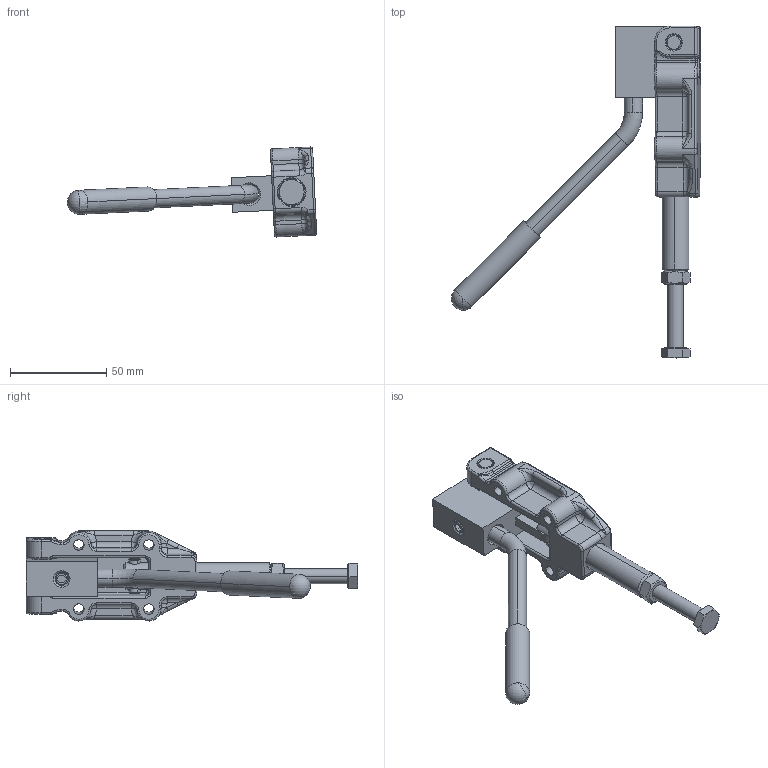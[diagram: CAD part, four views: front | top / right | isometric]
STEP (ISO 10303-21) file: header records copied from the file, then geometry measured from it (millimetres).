
FILE_DESCRIPTION((''),'2;1');
FILE_NAME('CP95-90.stp','2009-10-27T15:38:06',('David'),(''),'Autodesk Inventor 8','Autodesk Inventor 8','');
FILE_SCHEMA(('AUTOMOTIVE_DESIGN { 1 0 10303 214 1 1 1 1 }'));
Length unit declared in the file: millimetre
Products named in the file (8): CP95-90; CP95-90 BODY; CP95-90 HANDLE BLOCK ASSEMBLY; CP95-90 LINK; CP95-90 PLUNGER ASSEMBLY; CP95-90 HANDLE; ISO 4032 - M8; ISO 4017  (Regular Thread) M8 x 65
Assembly tree (7 placements, depth 2):
  CP95-90
    CP95-90 BODY
    CP95-90 HANDLE BLOCK ASSEMBLY
    CP95-90 LINK
    CP95-90 PLUNGER ASSEMBLY
    CP95-90 HANDLE
    ISO 4032 - M8
    ISO 4017  (Regular Thread) M8 x 65
Bounding box: 129.82 x 172.84 x 46.9 mm (x, y, z)
Volume: 90701.4 mm3; surface area: 40257.6 mm2
Topology: 7 solids, 7 shells, 435 faces, 1027 edges, 604 vertices
Faces by surface type: cylinder 173, plane 87, cone 70, bspline 45, torus 44, sphere 16
Entity records: 19768 total; most frequent: CARTESIAN_POINT 9692, DIRECTION 2188, ORIENTED_EDGE 2032, EDGE_CURVE 1016, AXIS2_PLACEMENT_3D 897, VERTEX_POINT 606, CIRCLE 491, EDGE_LOOP 472
